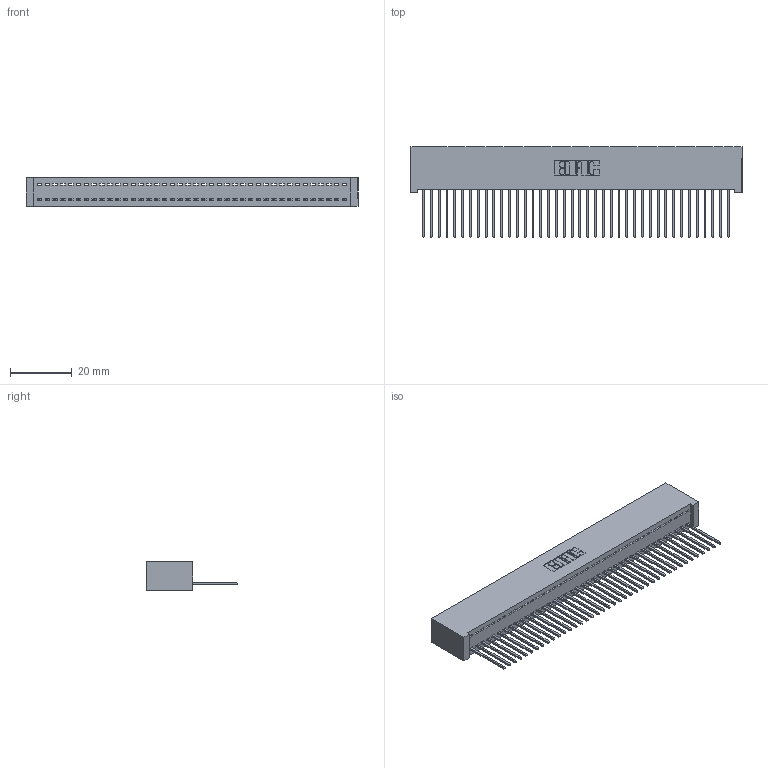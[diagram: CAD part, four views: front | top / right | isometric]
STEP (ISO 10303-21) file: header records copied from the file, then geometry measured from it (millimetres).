
FILE_DESCRIPTION (( 'STEP AP203' ), '1' );
FILE_NAME ('342-040-540-101.STEP', '2019-10-02T16:43:00', ( '' ), ( '' ), 'SwSTEP 2.0', 'SolidWorks 2016', '' );
FILE_SCHEMA (( 'CONFIG_CONTROL_DESIGN' ));
Length unit declared in the file: inch
Products named in the file (3): 342-040-540-101; 342 Part_Lugless; 345-292-001_345-293-140
Assembly tree (41 placements, depth 2):
  342-040-540-101
    342 Part_Lugless
    345-292-001_345-293-140  x40
Bounding box: 107.85 x 29.47 x 9.4 mm (x, y, z)
Volume: 9911.9 mm3; surface area: 15215.7 mm2
Topology: 41 solids, 41 shells, 2422 faces, 7315 edges, 4822 vertices
Faces by surface type: plane 1742, cylinder 680
Entity records: 24321 total; most frequent: CARTESIAN_POINT 4202, ORIENTED_EDGE 4178, DIRECTION 3541, EDGE_CURVE 2089, LINE 1969, VECTOR 1969, VERTEX_POINT 1390, AXIS2_PLACEMENT_3D 786
